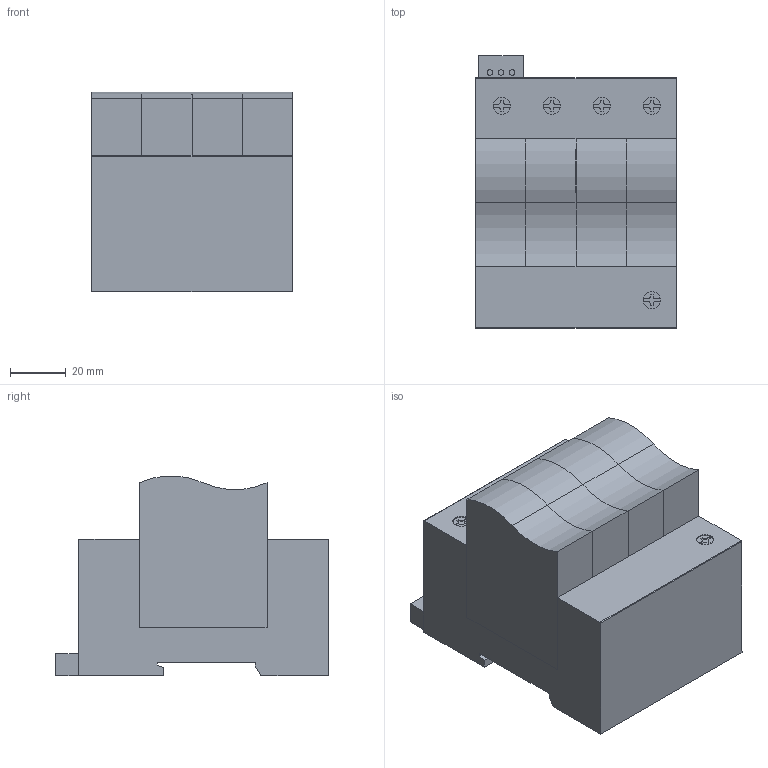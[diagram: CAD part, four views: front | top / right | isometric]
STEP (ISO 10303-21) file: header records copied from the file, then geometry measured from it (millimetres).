
FILE_DESCRIPTION((''),'2;1');
FILE_NAME('3d_SA04PA320R.stp','2012-10-03T08:47:52',(''),(''),'Mechanical Desktop 2011','Mechanical Desktop 2011',', , ');
FILE_SCHEMA(('CONFIG_CONTROL_DESIGN'));
Length unit declared in the file: millimetre
Products named in the file (1): Product
Bounding box: 72 x 98 x 71.9 mm (x, y, z)
Volume: 375119.1 mm3; surface area: 65159.2 mm2
Topology: 6 solids, 6 shells, 162 faces, 427 edges, 290 vertices
Faces by surface type: plane 106, cylinder 56
Entity records: 5132 total; most frequent: DIRECTION 881, CARTESIAN_POINT 880, ORIENTED_EDGE 854, EDGE_CURVE 427, VECTOR 299, LINE 299, AXIS2_PLACEMENT_3D 291, VERTEX_POINT 290
